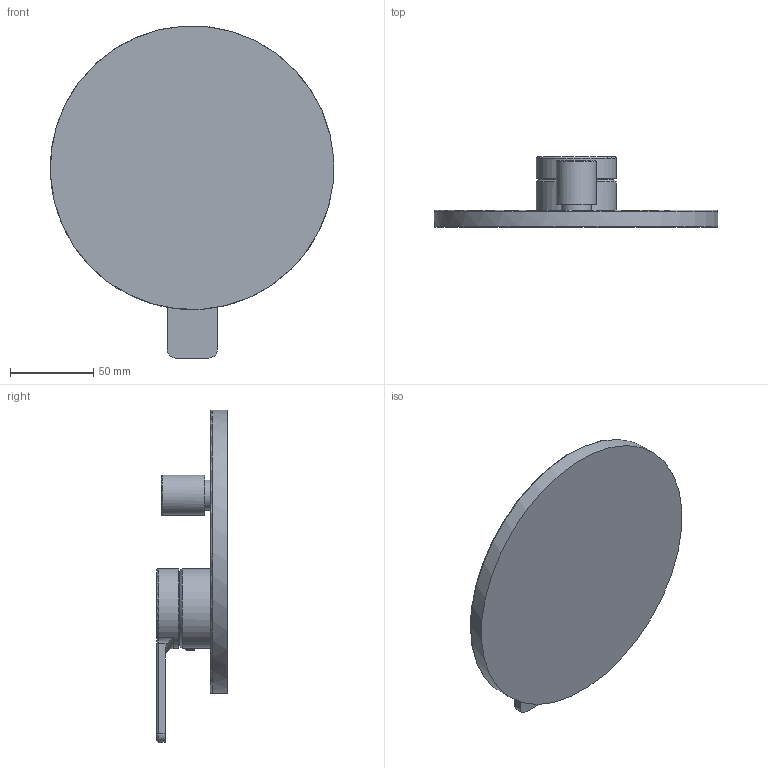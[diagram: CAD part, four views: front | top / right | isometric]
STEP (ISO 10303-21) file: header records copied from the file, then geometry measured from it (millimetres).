
FILE_DESCRIPTION(/* description */ (''),/* implementation_level */ '2;1');
FILE_NAME(/* name */ '3D_TVS103353000_Architectura_V01.step',/* time_stamp */ '2023-01-12T10:49:08+01:00',/* author */ (''),/* organization */ (''),/* preprocessor_version */ 'ST-DEVELOPER v19.2',/* originating_system */ 'Autodesk Translation Framework v11.17.0.187',/* authorisation */ '');
FILE_SCHEMA (('AUTOMOTIVE_DESIGN { 1 0 10303 214 3 1 1 }'));
Length unit declared in the file: millimetre
Products named in the file (9): (Nicht gespeichert); 3D_TVS103353000_Architectura_V01; Komponente2; Komponente3; Komponente4; Komponente5; Komponente6; Komponente7; Komponente8
Assembly tree (8 placements, depth 3):
  (Nicht gespeichert)
    3D_TVS103353000_Architectura_V01
      Komponente2
      Komponente3
      Komponente4
      Komponente5
      Komponente6
      Komponente7
      Komponente8
Bounding box: 169.83 x 42.15 x 198.96 mm (x, y, z)
Volume: 301335.5 mm3; surface area: 83436.3 mm2
Topology: 7 solids, 7 shells, 109 faces, 261 edges, 169 vertices
Faces by surface type: plane 34, cylinder 32, torus 25, cone 15, sphere 3
Full cylindrical faces by diameter (mm): 4 x1, 4.2 x1, 4.7 x1, 5.1 x1, 5.5 x1, 18 x1, 21.2 x1, 24 x1, 41.85 x1, 48 x2, 170 x1
Entity records: 3653 total; most frequent: CARTESIAN_POINT 750, DIRECTION 643, ORIENTED_EDGE 518, AXIS2_PLACEMENT_3D 275, EDGE_CURVE 259, VERTEX_POINT 169, CIRCLE 149, EDGE_LOOP 120
